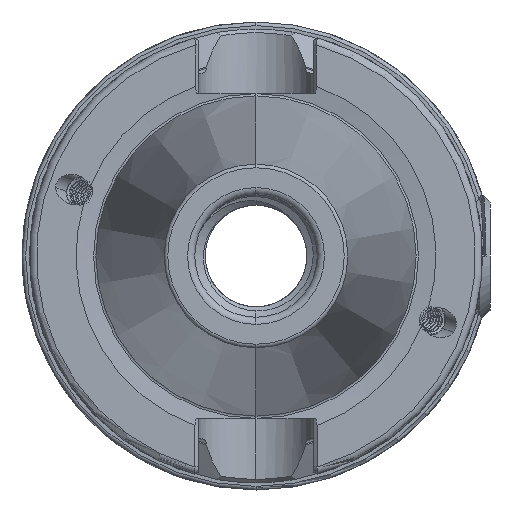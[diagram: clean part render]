
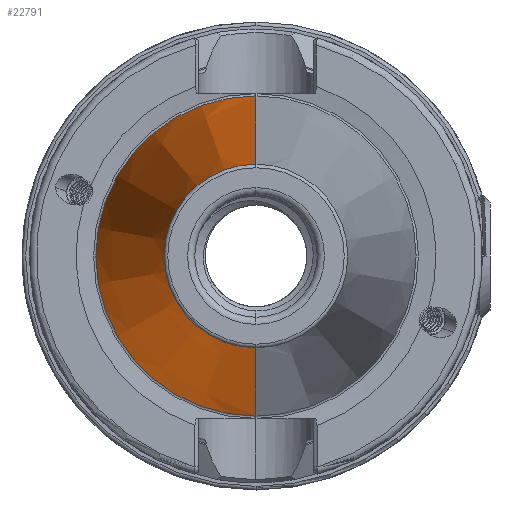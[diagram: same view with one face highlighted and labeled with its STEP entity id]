
A CAD part, left-side view. The second image highlights one B-rep face of the part: STEP entity #22791.
In plain terms, the highlighted conical face has half-angle 8.297 degrees and reference radius 22.24 mm.
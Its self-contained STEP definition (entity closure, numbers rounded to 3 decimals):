
#2671 = DIRECTION ( 'NONE',  ( 0.99, 0., 0.144 ) ) ;
#2706 = CARTESIAN_POINT ( 'NONE',  ( -0.9, 0., 22.24 ) ) ;
#2836 = CARTESIAN_POINT ( 'NONE',  ( -0.9, 0., 0. ) ) ;
#2846 = DIRECTION ( 'NONE',  ( 1., 0., 0. ) ) ;
#2848 = CARTESIAN_POINT ( 'NONE',  ( -0.9, 0., -22.24 ) ) ;
#2856 = DIRECTION ( 'NONE',  ( 0.99, 0., -0.144 ) ) ;
#2860 = DIRECTION ( 'NONE',  ( 0., 0., -1. ) ) ;
#3156 = EDGE_CURVE ( 'NONE', #13545, #13538, #9166, .T. ) ;
#3179 = EDGE_CURVE ( 'NONE', #13538, #14667, #9131, .T. ) ;
#3198 = EDGE_CURVE ( 'NONE', #14663, #14667, #9178, .T. ) ;
#3202 = EDGE_CURVE ( 'NONE', #13545, #14663, #9180, .T. ) ;
#3398 = AXIS2_PLACEMENT_3D ( 'NONE', #2836, #2846, #2860 ) ;
#3404 = AXIS2_PLACEMENT_3D ( 'NONE', #26501, #26503, #26476 ) ;
#4034 = CARTESIAN_POINT ( 'NONE',  ( -65.972, 0., -12.75 ) ) ;
#4062 = CARTESIAN_POINT ( 'NONE',  ( -65.972, 0., 12.75 ) ) ;
#4244 = CARTESIAN_POINT ( 'NONE',  ( -0.9, 0., -22.24 ) ) ;
#4272 = CARTESIAN_POINT ( 'NONE',  ( -0.9, 0., 22.24 ) ) ;
#7285 = FACE_OUTER_BOUND ( 'NONE', #26697, .T. ) ;
#7366 = CONICAL_SURFACE ( 'NONE', #8129, 22.24, 0.145 ) ;
#8129 = AXIS2_PLACEMENT_3D ( 'NONE', #24853, #24862, #24888 ) ;
#9131 = LINE ( 'NONE', #2706, #9141 ) ;
#9141 = VECTOR ( 'NONE', #2671, 1000. ) ;
#9166 = CIRCLE ( 'NONE', #3404, 12.75 ) ;
#9178 = CIRCLE ( 'NONE', #3398, 22.24 ) ;
#9180 = LINE ( 'NONE', #2848, #9183 ) ;
#9183 = VECTOR ( 'NONE', #2856, 1000. ) ;
#13538 = VERTEX_POINT ( 'NONE', #4062 ) ;
#13545 = VERTEX_POINT ( 'NONE', #4034 ) ;
#13887 = ORIENTED_EDGE ( 'NONE', *, *, #3202, .F. ) ;
#13921 = ORIENTED_EDGE ( 'NONE', *, *, #3179, .T. ) ;
#13956 = ORIENTED_EDGE ( 'NONE', *, *, #3156, .T. ) ;
#13958 = ORIENTED_EDGE ( 'NONE', *, *, #3198, .F. ) ;
#14663 = VERTEX_POINT ( 'NONE', #4244 ) ;
#14667 = VERTEX_POINT ( 'NONE', #4272 ) ;
#22791 = ADVANCED_FACE ( 'NONE', ( #7285 ), #7366, .T. ) ;
#24853 = CARTESIAN_POINT ( 'NONE',  ( -0.9, 0., 0. ) ) ;
#24862 = DIRECTION ( 'NONE',  ( 1., 0., 0. ) ) ;
#24888 = DIRECTION ( 'NONE',  ( 0., 0., -1. ) ) ;
#26476 = DIRECTION ( 'NONE',  ( 0., 0., -1. ) ) ;
#26501 = CARTESIAN_POINT ( 'NONE',  ( -65.972, 0., 0. ) ) ;
#26503 = DIRECTION ( 'NONE',  ( 1., 0., 0. ) ) ;
#26697 = EDGE_LOOP ( 'NONE', ( #13956, #13921, #13958, #13887 ) ) ;
